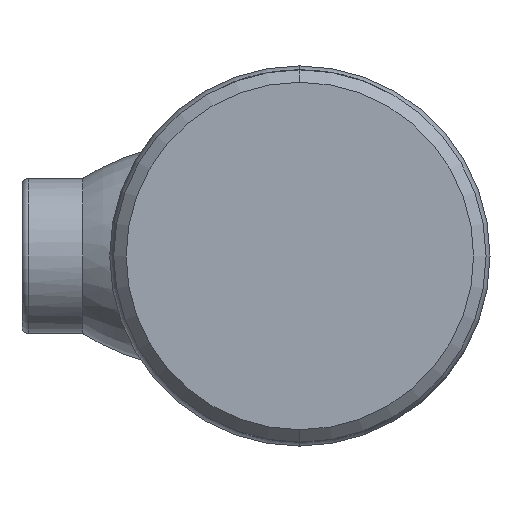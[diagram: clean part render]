
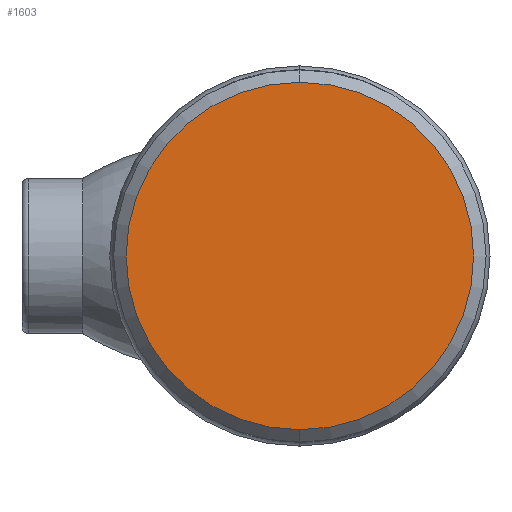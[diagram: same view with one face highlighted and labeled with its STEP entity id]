
A CAD part, left-side view. The second image highlights one B-rep face of the part: STEP entity #1603.
In plain terms, the highlighted planar face has unit normal (-1, 0, 0).
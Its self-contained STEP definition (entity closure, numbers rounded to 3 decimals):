
#286 = AXIS2_PLACEMENT_3D ( 'NONE', #868, #1053, #2393 ) ;
#398 = CARTESIAN_POINT ( 'NONE',  ( 0., 0., -28. ) ) ;
#483 = DIRECTION ( 'NONE',  ( -1., 0., 0. ) ) ;
#703 = CARTESIAN_POINT ( 'NONE',  ( 0., 0., 0. ) ) ;
#715 = AXIS2_PLACEMENT_3D ( 'NONE', #1613, #483, #1804 ) ;
#868 = CARTESIAN_POINT ( 'NONE',  ( 0., 0., 0. ) ) ;
#873 = CIRCLE ( 'NONE', #715, 28. ) ;
#892 = DIRECTION ( 'NONE',  ( 0., 0., -1. ) ) ;
#989 = ORIENTED_EDGE ( 'NONE', *, *, #2114, .T. ) ;
#1053 = DIRECTION ( 'NONE',  ( 1., 0., 0. ) ) ;
#1109 = ORIENTED_EDGE ( 'NONE', *, *, #2060, .T. ) ;
#1154 = VERTEX_POINT ( 'NONE', #398 ) ;
#1365 = FACE_OUTER_BOUND ( 'NONE', #1418, .T. ) ;
#1418 = EDGE_LOOP ( 'NONE', ( #1109, #989 ) ) ;
#1494 = CARTESIAN_POINT ( 'NONE',  ( 0., 0., 28. ) ) ;
#1528 = CIRCLE ( 'NONE', #1686, 28. ) ;
#1603 = ADVANCED_FACE ( 'NONE', ( #1365 ), #2005, .F. ) ;
#1613 = CARTESIAN_POINT ( 'NONE',  ( 0., 0., 0. ) ) ;
#1686 = AXIS2_PLACEMENT_3D ( 'NONE', #703, #2028, #892 ) ;
#1804 = DIRECTION ( 'NONE',  ( 0., 0., -1. ) ) ;
#2005 = PLANE ( 'NONE',  #286 ) ;
#2028 = DIRECTION ( 'NONE',  ( -1., 0., 0. ) ) ;
#2060 = EDGE_CURVE ( 'NONE', #1154, #2320, #873, .T. ) ;
#2114 = EDGE_CURVE ( 'NONE', #2320, #1154, #1528, .T. ) ;
#2320 = VERTEX_POINT ( 'NONE', #1494 ) ;
#2393 = DIRECTION ( 'NONE',  ( 0., 0., -1. ) ) ;
